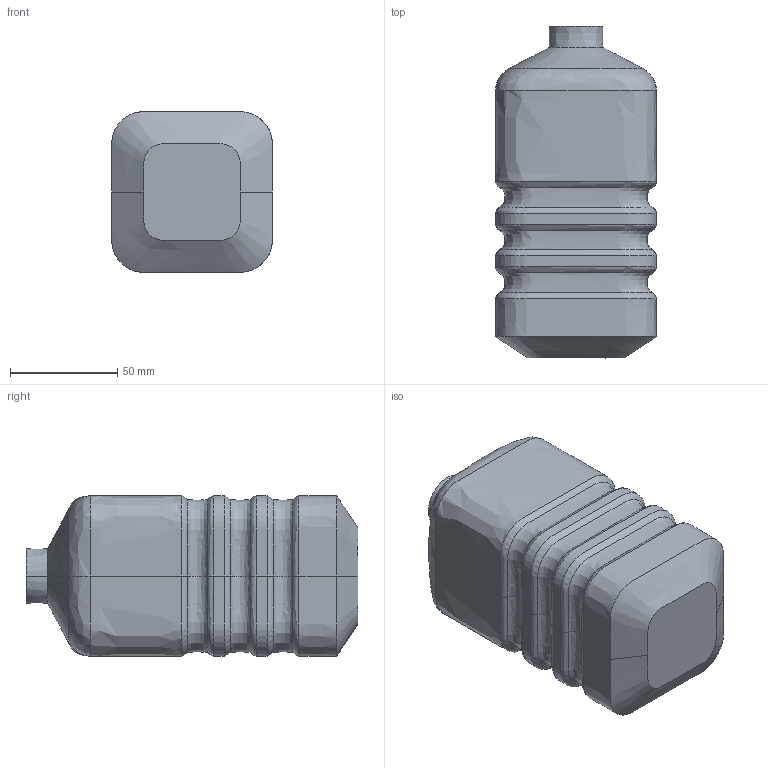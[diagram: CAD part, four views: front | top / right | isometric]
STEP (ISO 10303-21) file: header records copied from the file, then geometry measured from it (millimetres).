
FILE_DESCRIPTION(/* description */ (''),/* implementation_level */ '2;1');
FILE_NAME(/* name */ 'Part1.stp',/* time_stamp */ '2020-09-30T10:58:03+02:00',/* author */ ('Mikes'),/* organization */ (''),/* preprocessor_version */ 'ST-DEVELOPER v18.1',/* originating_system */ 'Autodesk Inventor 2021',/* authorisation */ '');
FILE_SCHEMA (('AUTOMOTIVE_DESIGN { 1 0 10303 214 3 1 1 }'));
Length unit declared in the file: millimetre
Products named in the file (1): Part1
Bounding box: 75 x 155 x 75.01 mm (x, y, z)
Volume: 40948.2 mm3; surface area: 91771.8 mm2
Topology: 1 solids, 1 shells, 71 faces, 192 edges, 124 vertices
Faces by surface type: bspline 68, plane 3
Entity records: 19815 total; most frequent: CARTESIAN_POINT 18486, ORIENTED_EDGE 384, EDGE_CURVE 192, B_SPLINE_CURVE_WITH_KNOTS 156, VERTEX_POINT 124, EDGE_LOOP 72, FACE_OUTER_BOUND 71, ADVANCED_FACE 71
